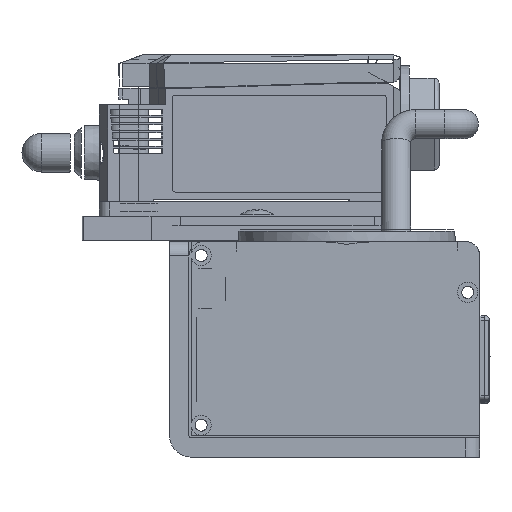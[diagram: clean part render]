
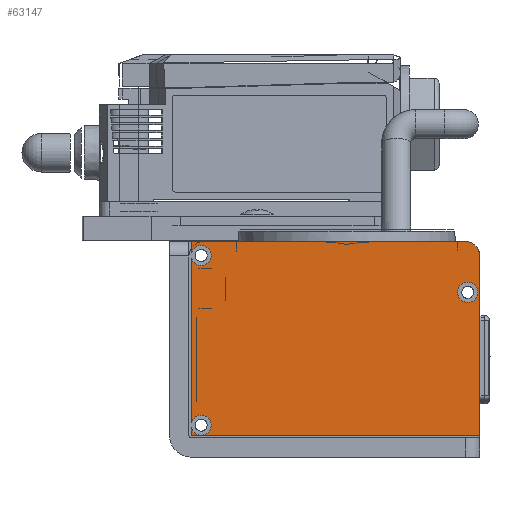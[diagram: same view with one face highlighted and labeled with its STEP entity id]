
A CAD part, front view. The second image highlights one B-rep face of the part: STEP entity #63147.
In plain terms, the highlighted planar face has unit normal (0, -1, 0).
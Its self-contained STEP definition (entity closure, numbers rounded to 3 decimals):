
#1785=FACE_BOUND('',#9666,.T.);
#3851=PLANE('',#67254);
#6539=FACE_OUTER_BOUND('',#9665,.T.);
#9665=EDGE_LOOP('',(#59731,#59732,#59733,#59734,#59735,#59736,#59737,#59738,
#59739));
#9666=EDGE_LOOP('',(#59740));
#11020=CIRCLE('',#67255,2.075);
#11021=CIRCLE('',#67256,2.075);
#11022=CIRCLE('',#67257,3.);
#11023=CIRCLE('',#67258,2.075);
#18824=LINE('',#107050,#26674);
#18825=LINE('',#107054,#26675);
#18826=LINE('',#107056,#26676);
#18827=LINE('',#107058,#26677);
#18828=LINE('',#107062,#26678);
#18829=LINE('',#107063,#26679);
#26674=VECTOR('',#82942,33.894);
#26675=VECTOR('',#82945,1.547);
#26676=VECTOR('',#82946,59.5);
#26677=VECTOR('',#82947,37.);
#26678=VECTOR('',#82950,56.5);
#26679=VECTOR('',#82951,2.347);
#33733=VERTEX_POINT('',#107046);
#33734=VERTEX_POINT('',#107047);
#33735=VERTEX_POINT('',#107049);
#33736=VERTEX_POINT('',#107051);
#33737=VERTEX_POINT('',#107053);
#33738=VERTEX_POINT('',#107055);
#33739=VERTEX_POINT('',#107057);
#33740=VERTEX_POINT('',#107059);
#33741=VERTEX_POINT('',#107061);
#33742=VERTEX_POINT('',#107064);
#43381=EDGE_CURVE('',#33733,#33734,#11020,.T.);
#43382=EDGE_CURVE('',#33733,#33735,#18824,.T.);
#43383=EDGE_CURVE('',#33736,#33735,#11021,.T.);
#43384=EDGE_CURVE('',#33736,#33737,#18825,.T.);
#43385=EDGE_CURVE('',#33737,#33738,#18826,.T.);
#43386=EDGE_CURVE('',#33738,#33739,#18827,.T.);
#43387=EDGE_CURVE('',#33740,#33739,#11022,.T.);
#43388=EDGE_CURVE('',#33740,#33741,#18828,.T.);
#43389=EDGE_CURVE('',#33741,#33734,#18829,.T.);
#43390=EDGE_CURVE('',#33742,#33742,#11023,.T.);
#59731=ORIENTED_EDGE('',*,*,#43381,.F.);
#59732=ORIENTED_EDGE('',*,*,#43382,.T.);
#59733=ORIENTED_EDGE('',*,*,#43383,.F.);
#59734=ORIENTED_EDGE('',*,*,#43384,.T.);
#59735=ORIENTED_EDGE('',*,*,#43385,.T.);
#59736=ORIENTED_EDGE('',*,*,#43386,.T.);
#59737=ORIENTED_EDGE('',*,*,#43387,.F.);
#59738=ORIENTED_EDGE('',*,*,#43388,.T.);
#59739=ORIENTED_EDGE('',*,*,#43389,.T.);
#59740=ORIENTED_EDGE('',*,*,#43390,.F.);
#63147=ADVANCED_FACE('',(#6539,#1785),#3851,.F.);
#67254=AXIS2_PLACEMENT_3D('',#107045,#82938,#82939);
#67255=AXIS2_PLACEMENT_3D('',#107048,#82940,#82941);
#67256=AXIS2_PLACEMENT_3D('',#107052,#82943,#82944);
#67257=AXIS2_PLACEMENT_3D('',#107060,#82948,#82949);
#67258=AXIS2_PLACEMENT_3D('',#107065,#82952,#82953);
#82938=DIRECTION('center_axis',(0.,1.,0.));
#82939=DIRECTION('ref_axis',(-1.,0.,0.));
#82940=DIRECTION('center_axis',(0.,-1.,0.));
#82941=DIRECTION('ref_axis',(-1.,0.,0.));
#82942=DIRECTION('',(0.,0.,-1.));
#82943=DIRECTION('center_axis',(0.,-1.,0.));
#82944=DIRECTION('ref_axis',(-1.,0.,0.));
#82945=DIRECTION('',(0.,0.,-1.));
#82946=DIRECTION('',(1.,0.,0.));
#82947=DIRECTION('',(0.,0.,1.));
#82948=DIRECTION('center_axis',(0.,1.,0.));
#82949=DIRECTION('ref_axis',(0.707,0.,0.707));
#82950=DIRECTION('',(-1.,0.,0.));
#82951=DIRECTION('',(0.,0.,-1.));
#82952=DIRECTION('center_axis',(0.,-1.,0.));
#82953=DIRECTION('ref_axis',(-1.,0.,0.));
#107045=CARTESIAN_POINT('Origin',(0.15,-51.5,20.9));
#107046=CARTESIAN_POINT('',(-29.6,-51.5,38.447));
#107047=CARTESIAN_POINT('',(-29.6,-51.5,39.553));
#107048=CARTESIAN_POINT('Origin',(-27.6,-51.5,39.));
#107049=CARTESIAN_POINT('',(-29.6,-51.5,4.553));
#107050=CARTESIAN_POINT('',(-29.6,-51.5,41.9));
#107051=CARTESIAN_POINT('',(-29.6,-51.5,3.447));
#107052=CARTESIAN_POINT('Origin',(-27.6,-51.5,4.));
#107053=CARTESIAN_POINT('',(-29.6,-51.5,1.9));
#107054=CARTESIAN_POINT('',(-29.6,-51.5,41.9));
#107055=CARTESIAN_POINT('',(29.9,-51.5,1.9));
#107056=CARTESIAN_POINT('',(-14.725,-51.5,1.9));
#107057=CARTESIAN_POINT('',(29.9,-51.5,38.9));
#107058=CARTESIAN_POINT('',(29.9,-51.5,-0.1));
#107059=CARTESIAN_POINT('',(26.9,-51.5,41.9));
#107060=CARTESIAN_POINT('Origin',(26.9,-51.5,38.9));
#107061=CARTESIAN_POINT('',(-29.6,-51.5,41.9));
#107062=CARTESIAN_POINT('',(29.9,-51.5,41.9));
#107063=CARTESIAN_POINT('',(-29.6,-51.5,41.9));
#107064=CARTESIAN_POINT('',(29.475,-51.5,31.4));
#107065=CARTESIAN_POINT('Origin',(27.4,-51.5,31.4));
